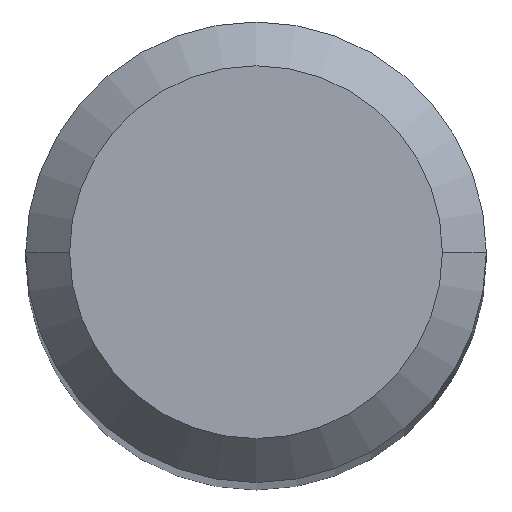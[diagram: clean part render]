
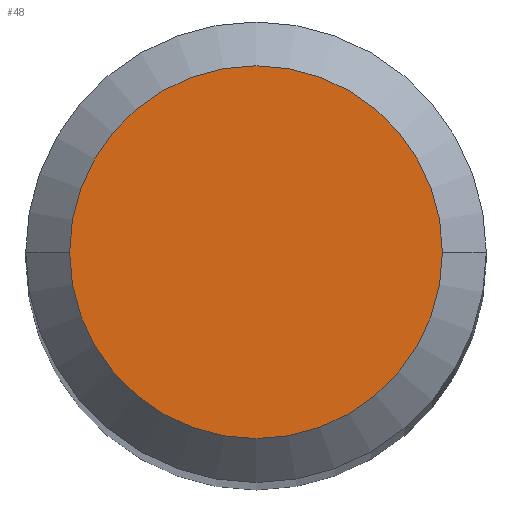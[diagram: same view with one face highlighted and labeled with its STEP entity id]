
A CAD part, top view. The second image highlights one B-rep face of the part: STEP entity #48.
In plain terms, the highlighted planar face has unit normal (0, 0, 1).
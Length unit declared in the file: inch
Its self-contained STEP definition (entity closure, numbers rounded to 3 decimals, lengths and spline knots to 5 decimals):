
#39 = ORIENTED_EDGE ( 'NONE', *, *, #102, .T. ) ;
#42 = CARTESIAN_POINT ( 'NONE',  ( 0., 0., 1.9685 ) ) ;
#48 = ADVANCED_FACE ( 'NONE', ( #345 ), #240, .T. ) ;
#71 = DIRECTION ( 'NONE',  ( 1., 0., 0. ) ) ;
#79 = CARTESIAN_POINT ( 'NONE',  ( 0., 0., 1.9685 ) ) ;
#102 = EDGE_CURVE ( 'NONE', #145, #278, #326, .T. ) ;
#124 = AXIS2_PLACEMENT_3D ( 'NONE', #42, #147, #232 ) ;
#130 = CARTESIAN_POINT ( 'NONE',  ( 0., 0., 1.9685 ) ) ;
#145 = VERTEX_POINT ( 'NONE', #265 ) ;
#147 = DIRECTION ( 'NONE',  ( 0., 0., 1. ) ) ;
#181 = CARTESIAN_POINT ( 'NONE',  ( 0.06374, 0., 1.9685 ) ) ;
#182 = DIRECTION ( 'NONE',  ( 0., 0., 1. ) ) ;
#197 = CIRCLE ( 'NONE', #124, 0.06374 ) ;
#220 = EDGE_CURVE ( 'NONE', #278, #145, #197, .T. ) ;
#227 = AXIS2_PLACEMENT_3D ( 'NONE', #79, #242, #71 ) ;
#232 = DIRECTION ( 'NONE',  ( 1., 0., 0. ) ) ;
#240 = PLANE ( 'NONE',  #227 ) ;
#242 = DIRECTION ( 'NONE',  ( 0., 0., 1. ) ) ;
#265 = CARTESIAN_POINT ( 'NONE',  ( -0.06374, 0., 1.9685 ) ) ;
#278 = VERTEX_POINT ( 'NONE', #181 ) ;
#300 = AXIS2_PLACEMENT_3D ( 'NONE', #130, #182, #316 ) ;
#316 = DIRECTION ( 'NONE',  ( 1., 0., 0. ) ) ;
#325 = EDGE_LOOP ( 'NONE', ( #39, #332 ) ) ;
#326 = CIRCLE ( 'NONE', #300, 0.06374 ) ;
#332 = ORIENTED_EDGE ( 'NONE', *, *, #220, .T. ) ;
#345 = FACE_OUTER_BOUND ( 'NONE', #325, .T. ) ;
